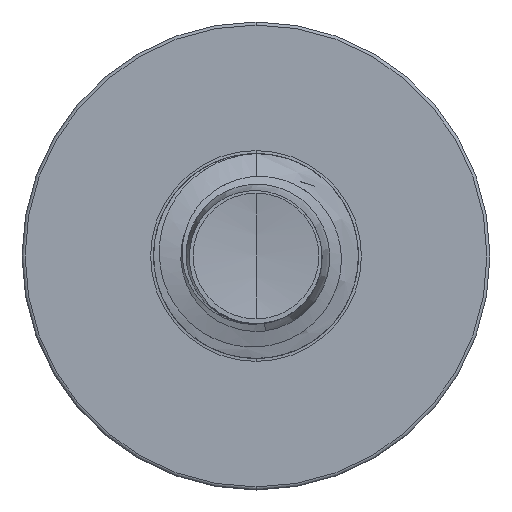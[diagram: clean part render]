
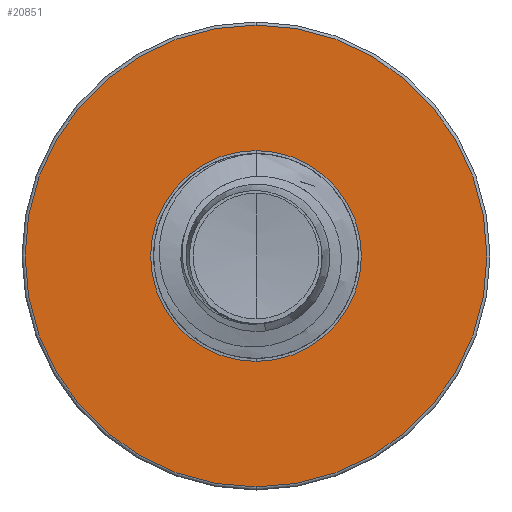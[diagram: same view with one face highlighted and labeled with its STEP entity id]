
A CAD part, front view. The second image highlights one B-rep face of the part: STEP entity #20851.
In plain terms, the highlighted planar face has unit normal (0, -1, 0).
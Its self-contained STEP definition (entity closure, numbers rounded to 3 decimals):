
#327 = DIRECTION ( 'NONE',  ( 0., 1., 0. ) ) ;
#336 = CARTESIAN_POINT ( 'NONE',  ( 0., 6., 0. ) ) ;
#926 = CARTESIAN_POINT ( 'NONE',  ( 0., 6., -1.579 ) ) ;
#1106 = EDGE_CURVE ( 'NONE', #5817, #12163, #4660, .T. ) ;
#2182 = DIRECTION ( 'NONE',  ( 0., 0., 1. ) ) ;
#2964 = VERTEX_POINT ( 'NONE', #3635 ) ;
#3635 = CARTESIAN_POINT ( 'NONE',  ( 0., 6., 1.579 ) ) ;
#3913 = PLANE ( 'NONE',  #18841 ) ;
#4063 = AXIS2_PLACEMENT_3D ( 'NONE', #7743, #7725, #7721 ) ;
#4660 = CIRCLE ( 'NONE', #4063, 0.721 ) ;
#4885 = ORIENTED_EDGE ( 'NONE', *, *, #19800, .F. ) ;
#5731 = DIRECTION ( 'NONE',  ( 0., 0., 1. ) ) ;
#5817 = VERTEX_POINT ( 'NONE', #10680 ) ;
#6123 = CARTESIAN_POINT ( 'NONE',  ( 0., 6., -0.721 ) ) ;
#6729 = CIRCLE ( 'NONE', #19889, 1.579 ) ;
#7721 = DIRECTION ( 'NONE',  ( 0., 0., 1. ) ) ;
#7725 = DIRECTION ( 'NONE',  ( 0., 1., 0. ) ) ;
#7743 = CARTESIAN_POINT ( 'NONE',  ( 0., 6., 0. ) ) ;
#7856 = FACE_OUTER_BOUND ( 'NONE', #10779, .T. ) ;
#8320 = DIRECTION ( 'NONE',  ( 0., 1., 0. ) ) ;
#8365 = EDGE_LOOP ( 'NONE', ( #17798, #20352 ) ) ;
#10543 = CIRCLE ( 'NONE', #20279, 1.579 ) ;
#10680 = CARTESIAN_POINT ( 'NONE',  ( 0., 6., 0.721 ) ) ;
#10779 = EDGE_LOOP ( 'NONE', ( #4885, #20766 ) ) ;
#10903 = CARTESIAN_POINT ( 'NONE',  ( 0., 6., -0.721 ) ) ;
#10971 = CARTESIAN_POINT ( 'NONE',  ( 0., 6., 0. ) ) ;
#12163 = VERTEX_POINT ( 'NONE', #6123 ) ;
#12235 = FACE_BOUND ( 'NONE', #8365, .T. ) ;
#12549 = DIRECTION ( 'NONE',  ( 0., 0., 1. ) ) ;
#12558 = DIRECTION ( 'NONE',  ( 0., 1., 0. ) ) ;
#15642 = DIRECTION ( 'NONE',  ( 0., 1., 0. ) ) ;
#15774 = AXIS2_PLACEMENT_3D ( 'NONE', #10971, #327, #12549 ) ;
#15960 = VERTEX_POINT ( 'NONE', #926 ) ;
#17798 = ORIENTED_EDGE ( 'NONE', *, *, #1106, .T. ) ;
#17830 = CARTESIAN_POINT ( 'NONE',  ( 0., 6., 0. ) ) ;
#18841 = AXIS2_PLACEMENT_3D ( 'NONE', #10903, #15642, #5731 ) ;
#19380 = DIRECTION ( 'NONE',  ( 0., 0., 1. ) ) ;
#19800 = EDGE_CURVE ( 'NONE', #2964, #15960, #10543, .T. ) ;
#19889 = AXIS2_PLACEMENT_3D ( 'NONE', #17830, #8320, #19380 ) ;
#20010 = CIRCLE ( 'NONE', #15774, 0.721 ) ;
#20279 = AXIS2_PLACEMENT_3D ( 'NONE', #336, #12558, #2182 ) ;
#20352 = ORIENTED_EDGE ( 'NONE', *, *, #20878, .T. ) ;
#20766 = ORIENTED_EDGE ( 'NONE', *, *, #21498, .F. ) ;
#20851 = ADVANCED_FACE ( 'NONE', ( #7856, #12235 ), #3913, .F. ) ;
#20878 = EDGE_CURVE ( 'NONE', #12163, #5817, #20010, .T. ) ;
#21498 = EDGE_CURVE ( 'NONE', #15960, #2964, #6729, .T. ) ;
